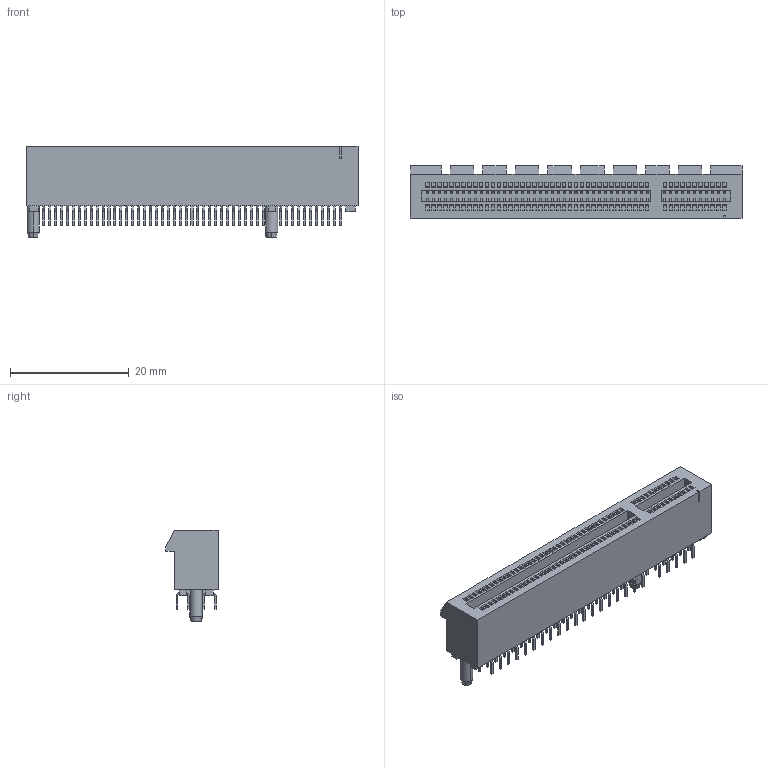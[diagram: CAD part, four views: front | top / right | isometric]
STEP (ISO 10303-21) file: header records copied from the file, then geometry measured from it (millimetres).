
FILE_DESCRIPTION((''),'2;1');
FILE_NAME('C-9-1734774-5','2015-11-20T',('workeradm'),('Tyco Electronics Ltd.'),'CREO PARAMETRIC BY PTC INC, 2015200','CREO PARAMETRIC BY PTC INC, 2015200','');
FILE_SCHEMA(('AUTOMOTIVE_DESIGN { 1 0 10303 214 1 1 1 1 }'));
Length unit declared in the file: millimetre
Products named in the file (1): C-9-1734774-5
Bounding box: 56 x 8.8 x 15.4 mm (x, y, z)
Volume: 3625.5 mm3; surface area: 4133.4 mm2
Topology: 1 solids, 1 shells, 2164 faces, 5560 edges, 3700 vertices
Faces by surface type: plane 1961, cylinder 199, cone 4
Entity records: 64710 total; most frequent: CARTESIAN_POINT 11442, ORIENTED_EDGE 11120, DIRECTION 10295, EDGE_CURVE 5560, VECTOR 5151, LINE 5151, VERTEX_POINT 3700, AXIS2_PLACEMENT_3D 2572
